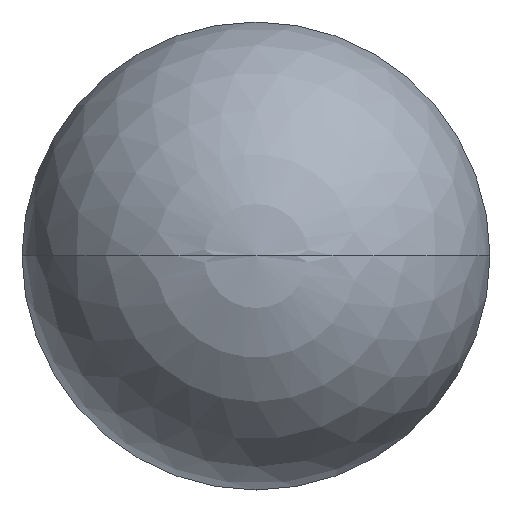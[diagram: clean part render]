
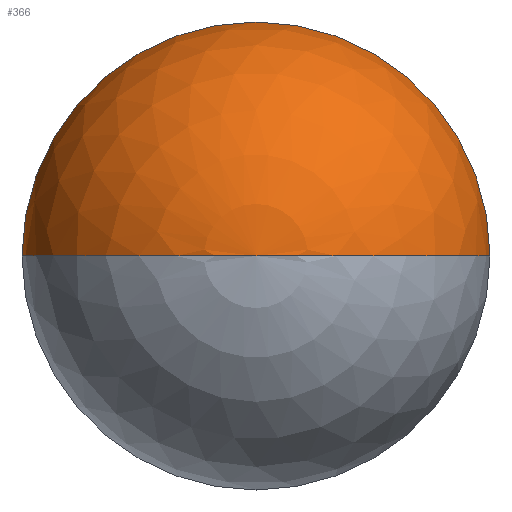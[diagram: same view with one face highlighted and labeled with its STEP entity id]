
A CAD part, left-side view. The second image highlights one B-rep face of the part: STEP entity #366.
In plain terms, the highlighted spherical face has radius 1.5 mm.
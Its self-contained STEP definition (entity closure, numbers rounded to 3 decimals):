
#262=VERTEX_POINT('',#511);
#268=EDGE_CURVE('',#272,#262,#517,.T.);
#272=VERTEX_POINT('',#521);
#300=EDGE_CURVE('',#262,#344,#552,.T.);
#324=EDGE_CURVE('',#344,#272,#579,.T.);
#344=VERTEX_POINT('',#601);
#366=ADVANCED_FACE('',(#626),#627,.T.);
#511=CARTESIAN_POINT('',(0.,0.,0.));
#517=CIRCLE('',#797,1.5);
#521=CARTESIAN_POINT('',(1.5,-1.5,0.));
#552=CIRCLE('',#839,1.5);
#579=CIRCLE('',#872,1.5);
#601=CARTESIAN_POINT('',(1.5,1.5,0.));
#626=FACE_OUTER_BOUND('',#931,.T.);
#627=SPHERICAL_SURFACE('',#932,1.5);
#797=AXIS2_PLACEMENT_3D('',#1103,#1104,#1105);
#839=AXIS2_PLACEMENT_3D('',#1144,#1145,#1146);
#872=AXIS2_PLACEMENT_3D('',#1189,#1190,#1191);
#931=EDGE_LOOP('',(#1263,#1264,#1265));
#932=AXIS2_PLACEMENT_3D('',#1266,#1267,#1268);
#1103=CARTESIAN_POINT('',(1.5,0.,0.));
#1104=DIRECTION('',(0.,0.,-1.0));
#1105=DIRECTION('',(0.0,-1.0,0.));
#1144=CARTESIAN_POINT('',(1.5,0.,0.));
#1145=DIRECTION('',(0.,0.,-1.0));
#1146=DIRECTION('',(0.0,-1.0,0.));
#1189=CARTESIAN_POINT('',(1.5,0.,0.));
#1190=DIRECTION('',(1.0,0.,0.));
#1191=DIRECTION('',(0.,1.0,0.));
#1263=ORIENTED_EDGE('',*,*,#300,.F.);
#1264=ORIENTED_EDGE('',*,*,#268,.F.);
#1265=ORIENTED_EDGE('',*,*,#324,.F.);
#1266=CARTESIAN_POINT('',(1.5,0.,0.));
#1267=DIRECTION('',(1.0,0.,0.));
#1268=DIRECTION('',(0.,1.0,0.));
